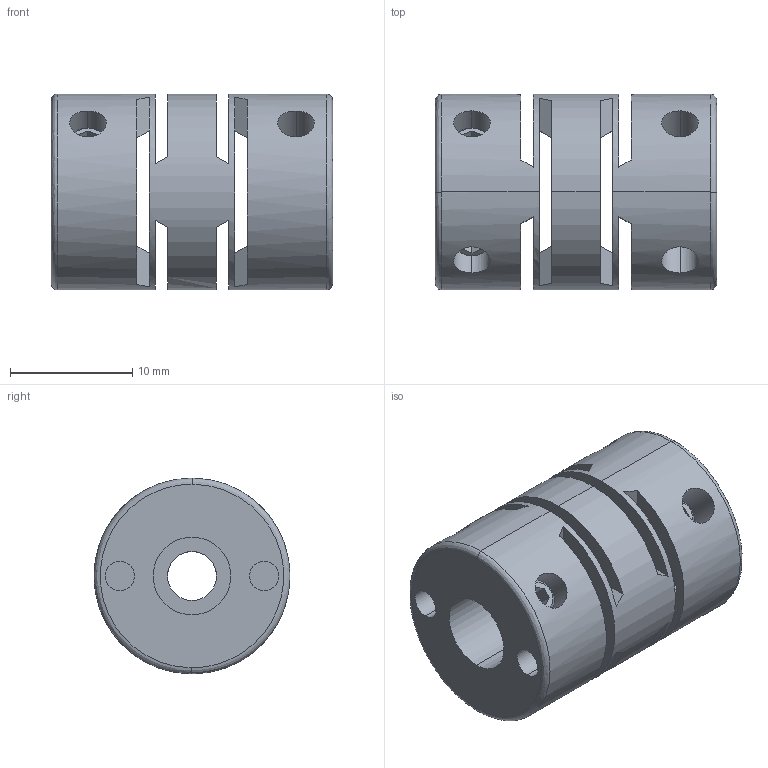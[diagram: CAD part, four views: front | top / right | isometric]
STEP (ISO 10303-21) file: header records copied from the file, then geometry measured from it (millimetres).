
FILE_DESCRIPTION (( 'STEP AP214' ), '1' );
FILE_NAME ('ML16P-4-635.STEP', '2016-06-30T14:10:36', ( '' ), ( '' ), 'SwSTEP 2.0', 'SolidWorks 2016', '' );
FILE_SCHEMA (( 'AUTOMOTIVE_DESIGN' ));
Length unit declared in the file: millimetre
Products named in the file (1): ML16P-4-635
Bounding box: 23 x 16 x 16 mm (x, y, z)
Volume: 3226.1 mm3; surface area: 3185.2 mm2
Topology: 1 solids, 1 shells, 158 faces, 427 edges, 261 vertices
Faces by surface type: plane 86, cylinder 36, cone 32, bspline 4
Entity records: 5374 total; most frequent: CARTESIAN_POINT 1424, ORIENTED_EDGE 822, DIRECTION 815, EDGE_CURVE 411, AXIS2_PLACEMENT_3D 291, VERTEX_POINT 261, LINE 233, VECTOR 233
